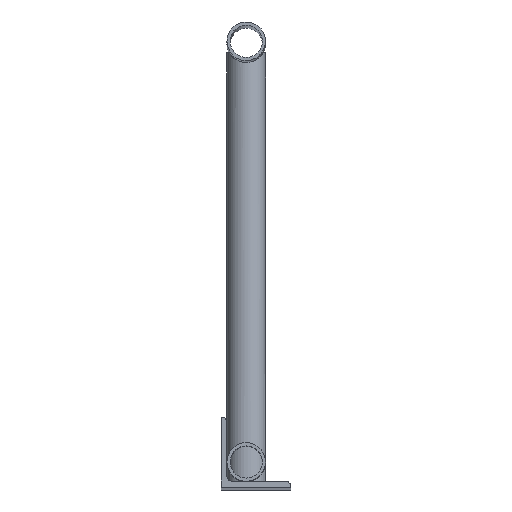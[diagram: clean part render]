
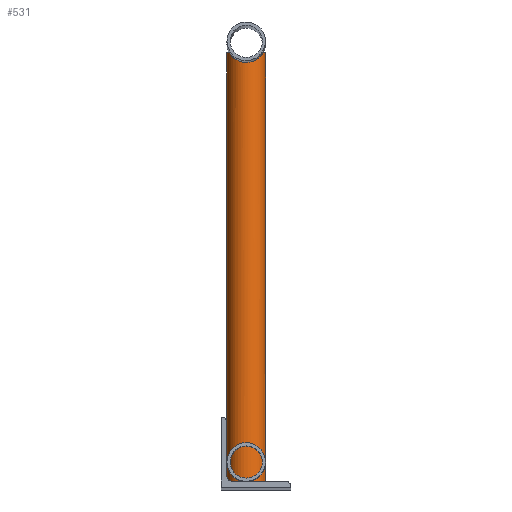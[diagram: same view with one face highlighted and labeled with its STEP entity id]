
A CAD part, top view. The second image highlights one B-rep face of the part: STEP entity #531.
In plain terms, the highlighted cylindrical face has radius 21.082 mm (diameter 42.164 mm), a full revolution.
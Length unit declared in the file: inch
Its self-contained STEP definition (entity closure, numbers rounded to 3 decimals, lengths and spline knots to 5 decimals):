
#31=FACE_BOUND('',#157,.T.);
#60=B_SPLINE_CURVE_WITH_KNOTS('',3,(#866,#867,#868,#869,#870,#871,#872,
#873,#874,#875),.UNSPECIFIED.,.F.,.F.,(4,2,2,2,4),(0.,0.44287,
0.88575,1.32862,1.7715),.UNSPECIFIED.);
#62=B_SPLINE_CURVE_WITH_KNOTS('',3,(#891,#892,#893,#894,#895,#896,#897,
#898,#899,#900),.UNSPECIFIED.,.F.,.F.,(4,2,2,2,4),(3.914,4.35687,
4.79975,5.24262,5.6855),.UNSPECIFIED.);
#63=B_SPLINE_CURVE_WITH_KNOTS('',3,(#906,#907,#908,#909,#910,#911,#912,
#913,#914,#915,#916,#917,#918,#919,#920,#921,#922,#923,#924,#925,#926,#927,
#928,#929,#930,#931),.UNSPECIFIED.,.F.,.F.,(4,2,2,2,2,2,2,2,2,2,2,2,4),
(1.44081,1.6065,2.142,2.57647,3.01093,
3.44539,3.87985,4.31431,4.74877,5.18324,
5.6177,6.1532,6.31889),.UNSPECIFIED.);
#64=B_SPLINE_CURVE_WITH_KNOTS('',3,(#934,#935,#936,#937,#938,#939,#940,
#941,#942,#943,#944,#945,#946,#947,#948,#949,#950,#951,#952,#953,#954,#955,
#956,#957,#958,#959),.UNSPECIFIED.,.F.,.F.,(4,2,2,2,2,2,2,2,2,2,2,2,4),
(9.20051,9.3662,9.90171,10.33617,10.77063,
11.20509,11.63955,12.07401,12.50848,12.94294,
13.3774,13.9129,14.07859),.UNSPECIFIED.);
#98=CYLINDRICAL_SURFACE('',#615,0.83);
#124=FACE_OUTER_BOUND('',#156,.T.);
#156=EDGE_LOOP('',(#444,#445,#446));
#157=EDGE_LOOP('',(#447,#448,#449,#450));
#260=CIRCLE('',#612,0.83);
#262=CIRCLE('',#616,0.83);
#263=CIRCLE('',#617,0.83);
#291=VERTEX_POINT('',#857);
#292=VERTEX_POINT('',#859);
#294=VERTEX_POINT('',#865);
#295=VERTEX_POINT('',#902);
#296=VERTEX_POINT('',#903);
#297=VERTEX_POINT('',#905);
#298=VERTEX_POINT('',#932);
#348=EDGE_CURVE('',#292,#291,#260,.T.);
#351=EDGE_CURVE('',#294,#291,#60,.T.);
#353=EDGE_CURVE('',#292,#294,#62,.T.);
#354=EDGE_CURVE('',#295,#296,#262,.T.);
#355=EDGE_CURVE('',#297,#296,#63,.T.);
#356=EDGE_CURVE('',#297,#298,#263,.T.);
#357=EDGE_CURVE('',#295,#298,#64,.T.);
#444=ORIENTED_EDGE('',*,*,#348,.T.);
#445=ORIENTED_EDGE('',*,*,#351,.F.);
#446=ORIENTED_EDGE('',*,*,#353,.F.);
#447=ORIENTED_EDGE('',*,*,#354,.T.);
#448=ORIENTED_EDGE('',*,*,#355,.F.);
#449=ORIENTED_EDGE('',*,*,#356,.T.);
#450=ORIENTED_EDGE('',*,*,#357,.F.);
#531=ADVANCED_FACE('',(#124,#31),#98,.T.);
#612=AXIS2_PLACEMENT_3D('',#860,#715,#716);
#615=AXIS2_PLACEMENT_3D('',#901,#722,#723);
#616=AXIS2_PLACEMENT_3D('',#904,#724,#725);
#617=AXIS2_PLACEMENT_3D('',#933,#726,#727);
#715=DIRECTION('center_axis',(0.,1.,0.));
#716=DIRECTION('ref_axis',(-0.699,0.,0.715));
#722=DIRECTION('center_axis',(0.,1.,0.));
#723=DIRECTION('ref_axis',(1.,0.,0.));
#724=DIRECTION('center_axis',(0.,-1.,0.));
#725=DIRECTION('ref_axis',(1.,0.,0.));
#726=DIRECTION('center_axis',(0.,-1.,0.));
#727=DIRECTION('ref_axis',(-1.,0.,0.));
#857=CARTESIAN_POINT('',(-0.58,0.,-0.59372));
#859=CARTESIAN_POINT('',(-0.58,0.,0.59372));
#860=CARTESIAN_POINT('Origin',(0.,0.,0.));
#865=CARTESIAN_POINT('',(-0.83,0.25,0.));
#866=CARTESIAN_POINT('Ctrl Pts',(-0.83,0.25,0.));
#867=CARTESIAN_POINT('Ctrl Pts',(-0.83,0.22204,-0.05095));
#868=CARTESIAN_POINT('Ctrl Pts',(-0.82524,0.193,-0.1038));
#869=CARTESIAN_POINT('Ctrl Pts',(-0.8049,0.13681,-0.2096));
#870=CARTESIAN_POINT('Ctrl Pts',(-0.78933,0.10964,-0.26256));
#871=CARTESIAN_POINT('Ctrl Pts',(-0.74735,0.06156,
-0.3653));
#872=CARTESIAN_POINT('Ctrl Pts',(-0.72099,0.04061,
-0.41504));
#873=CARTESIAN_POINT('Ctrl Pts',(-0.65807,0.00994,
-0.50896));
#874=CARTESIAN_POINT('Ctrl Pts',(-0.62157,0.,
-0.5531));
#875=CARTESIAN_POINT('Ctrl Pts',(-0.58,0.,-0.59372));
#891=CARTESIAN_POINT('Ctrl Pts',(-0.58,0.,0.59372));
#892=CARTESIAN_POINT('Ctrl Pts',(-0.62157,0.,
0.5531));
#893=CARTESIAN_POINT('Ctrl Pts',(-0.65807,0.00994,
0.50896));
#894=CARTESIAN_POINT('Ctrl Pts',(-0.72099,0.04061,
0.41504));
#895=CARTESIAN_POINT('Ctrl Pts',(-0.74735,0.06156,
0.3653));
#896=CARTESIAN_POINT('Ctrl Pts',(-0.78933,0.10964,0.26256));
#897=CARTESIAN_POINT('Ctrl Pts',(-0.8049,0.13681,0.2096));
#898=CARTESIAN_POINT('Ctrl Pts',(-0.82524,0.193,0.1038));
#899=CARTESIAN_POINT('Ctrl Pts',(-0.83,0.22204,0.05095));
#900=CARTESIAN_POINT('Ctrl Pts',(-0.83,0.25,0.));
#901=CARTESIAN_POINT('Origin',(0.,0.,0.));
#902=CARTESIAN_POINT('',(0.72146,18.46875,-0.41036));
#903=CARTESIAN_POINT('',(0.72146,18.46875,0.41036));
#904=CARTESIAN_POINT('Origin',(0.,18.46875,0.));
#905=CARTESIAN_POINT('',(-0.72146,18.46875,0.41036));
#906=CARTESIAN_POINT('Ctrl Pts',(-0.72146,18.46875,0.41036));
#907=CARTESIAN_POINT('Ctrl Pts',(-0.71305,18.45488,0.42514));
#908=CARTESIAN_POINT('Ctrl Pts',(-0.70411,18.44105,0.4398));
#909=CARTESIAN_POINT('Ctrl Pts',(-0.66406,18.38295,0.50105));
#910=CARTESIAN_POINT('Ctrl Pts',(-0.6279,18.33976,0.54589));
#911=CARTESIAN_POINT('Ctrl Pts',(-0.55363,18.26785,0.62017));
#912=CARTESIAN_POINT('Ctrl Pts',(-0.51529,18.23613,0.65276));
#913=CARTESIAN_POINT('Ctrl Pts',(-0.42954,18.17818,0.71212));
#914=CARTESIAN_POINT('Ctrl Pts',(-0.38212,18.15197,0.73888));
#915=CARTESIAN_POINT('Ctrl Pts',(-0.28059,18.10861,0.78309));
#916=CARTESIAN_POINT('Ctrl Pts',(-0.22636,18.09143,0.80058));
#917=CARTESIAN_POINT('Ctrl Pts',(-0.11457,18.06837,0.82404));
#918=CARTESIAN_POINT('Ctrl Pts',(-0.05702,18.0625,0.83));
#919=CARTESIAN_POINT('Ctrl Pts',(0.05702,18.0625,0.83));
#920=CARTESIAN_POINT('Ctrl Pts',(0.11457,18.06837,0.82404));
#921=CARTESIAN_POINT('Ctrl Pts',(0.22636,18.09143,0.80058));
#922=CARTESIAN_POINT('Ctrl Pts',(0.28059,18.10861,0.78309));
#923=CARTESIAN_POINT('Ctrl Pts',(0.38212,18.15197,0.73888));
#924=CARTESIAN_POINT('Ctrl Pts',(0.42954,18.17818,0.71212));
#925=CARTESIAN_POINT('Ctrl Pts',(0.51529,18.23613,0.65276));
#926=CARTESIAN_POINT('Ctrl Pts',(0.55363,18.26785,0.62017));
#927=CARTESIAN_POINT('Ctrl Pts',(0.6279,18.33976,0.54589));
#928=CARTESIAN_POINT('Ctrl Pts',(0.66406,18.38295,0.50105));
#929=CARTESIAN_POINT('Ctrl Pts',(0.70411,18.44105,0.4398));
#930=CARTESIAN_POINT('Ctrl Pts',(0.71305,18.45488,0.42514));
#931=CARTESIAN_POINT('Ctrl Pts',(0.72146,18.46875,0.41036));
#932=CARTESIAN_POINT('',(-0.72146,18.46875,-0.41036));
#933=CARTESIAN_POINT('Origin',(0.,18.46875,0.));
#934=CARTESIAN_POINT('Ctrl Pts',(0.72146,18.46875,-0.41036));
#935=CARTESIAN_POINT('Ctrl Pts',(0.71305,18.45488,-0.42514));
#936=CARTESIAN_POINT('Ctrl Pts',(0.70411,18.44105,-0.4398));
#937=CARTESIAN_POINT('Ctrl Pts',(0.66406,18.38295,-0.50105));
#938=CARTESIAN_POINT('Ctrl Pts',(0.6279,18.33976,-0.54589));
#939=CARTESIAN_POINT('Ctrl Pts',(0.55363,18.26785,-0.62017));
#940=CARTESIAN_POINT('Ctrl Pts',(0.51529,18.23613,-0.65276));
#941=CARTESIAN_POINT('Ctrl Pts',(0.42954,18.17818,-0.71212));
#942=CARTESIAN_POINT('Ctrl Pts',(0.38212,18.15197,-0.73888));
#943=CARTESIAN_POINT('Ctrl Pts',(0.28059,18.10861,-0.78309));
#944=CARTESIAN_POINT('Ctrl Pts',(0.22636,18.09143,-0.80058));
#945=CARTESIAN_POINT('Ctrl Pts',(0.11457,18.06837,-0.82404));
#946=CARTESIAN_POINT('Ctrl Pts',(0.05702,18.0625,-0.83));
#947=CARTESIAN_POINT('Ctrl Pts',(-0.05702,18.0625,-0.83));
#948=CARTESIAN_POINT('Ctrl Pts',(-0.11457,18.06837,-0.82404));
#949=CARTESIAN_POINT('Ctrl Pts',(-0.22636,18.09143,-0.80058));
#950=CARTESIAN_POINT('Ctrl Pts',(-0.28059,18.10861,-0.78309));
#951=CARTESIAN_POINT('Ctrl Pts',(-0.38212,18.15197,-0.73888));
#952=CARTESIAN_POINT('Ctrl Pts',(-0.42954,18.17818,-0.71212));
#953=CARTESIAN_POINT('Ctrl Pts',(-0.51529,18.23613,-0.65276));
#954=CARTESIAN_POINT('Ctrl Pts',(-0.55363,18.26785,-0.62017));
#955=CARTESIAN_POINT('Ctrl Pts',(-0.6279,18.33976,-0.54589));
#956=CARTESIAN_POINT('Ctrl Pts',(-0.66406,18.38295,-0.50105));
#957=CARTESIAN_POINT('Ctrl Pts',(-0.70411,18.44105,-0.4398));
#958=CARTESIAN_POINT('Ctrl Pts',(-0.71305,18.45488,-0.42514));
#959=CARTESIAN_POINT('Ctrl Pts',(-0.72146,18.46875,-0.41036));
